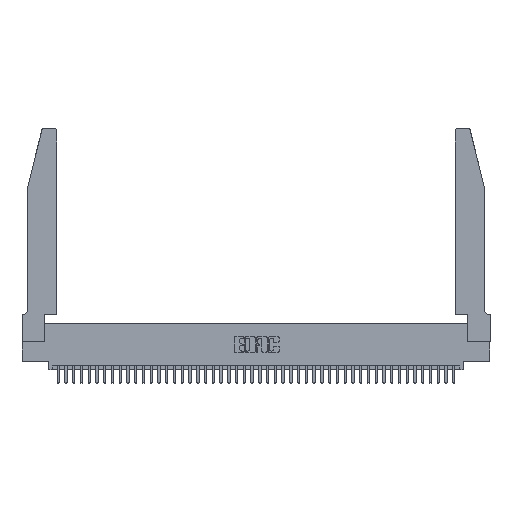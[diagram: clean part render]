
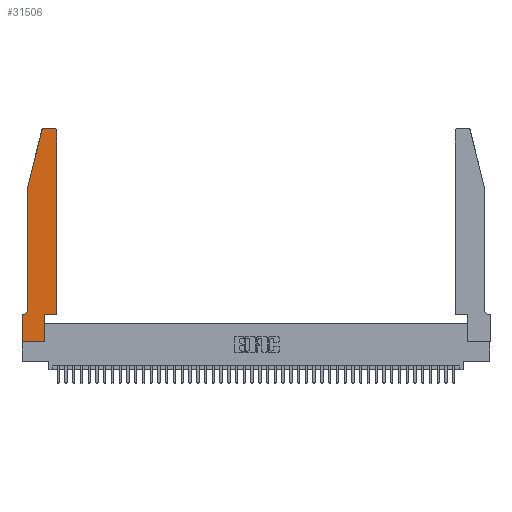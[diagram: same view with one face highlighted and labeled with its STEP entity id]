
A CAD part, top view. The second image highlights one B-rep face of the part: STEP entity #31506.
In plain terms, the highlighted planar face has unit normal (0, 0, 1).
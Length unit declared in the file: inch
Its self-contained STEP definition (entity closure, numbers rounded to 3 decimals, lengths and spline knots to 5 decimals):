
#39 = CIRCLE ( 'NONE', #11038, 0.07 ) ;
#109 = DIRECTION ( 'NONE',  ( 1., 0., 0. ) ) ;
#383 = ORIENTED_EDGE ( 'NONE', *, *, #1363, .T. ) ;
#563 = CARTESIAN_POINT ( 'NONE',  ( 0., 0., 0.37 ) ) ;
#940 = CARTESIAN_POINT ( 'NONE',  ( 0.2865, 0., 0.37 ) ) ;
#1069 = CIRCLE ( 'NONE', #34669, 0.03 ) ;
#1333 = VERTEX_POINT ( 'NONE', #3188 ) ;
#1363 = EDGE_CURVE ( 'NONE', #1503, #14224, #11917, .T. ) ;
#1503 = VERTEX_POINT ( 'NONE', #563 ) ;
#2159 = EDGE_CURVE ( 'NONE', #6091, #13740, #39, .T. ) ;
#2540 = DIRECTION ( 'NONE',  ( 1., 0., 0. ) ) ;
#2724 = ORIENTED_EDGE ( 'NONE', *, *, #2159, .T. ) ;
#3034 = LINE ( 'NONE', #4795, #34748 ) ;
#3188 = CARTESIAN_POINT ( 'NONE',  ( 0.4205, 2.75, 0.37 ) ) ;
#4005 = EDGE_CURVE ( 'NONE', #38599, #1503, #3034, .T. ) ;
#4158 = CARTESIAN_POINT ( 'NONE',  ( 0.4505, 2.72, 0.37 ) ) ;
#4795 = CARTESIAN_POINT ( 'NONE',  ( 0., 0., 0.37 ) ) ;
#4897 = ORIENTED_EDGE ( 'NONE', *, *, #43165, .T. ) ;
#5492 = EDGE_CURVE ( 'NONE', #39535, #13987, #35683, .T. ) ;
#5510 = ORIENTED_EDGE ( 'NONE', *, *, #25967, .T. ) ;
#6091 = VERTEX_POINT ( 'NONE', #24772 ) ;
#6128 = EDGE_CURVE ( 'NONE', #1333, #19037, #28602, .T. ) ;
#6155 = VECTOR ( 'NONE', #26256, 39.37008 ) ;
#6548 = CARTESIAN_POINT ( 'NONE',  ( 0.0055, 0.35, 0.37 ) ) ;
#6735 = ORIENTED_EDGE ( 'NONE', *, *, #16424, .T. ) ;
#6888 = CARTESIAN_POINT ( 'NONE',  ( 0.0755, 2., 0.37 ) ) ;
#9542 = PLANE ( 'NONE',  #30205 ) ;
#9710 = VECTOR ( 'NONE', #41986, 39.37008 ) ;
#9739 = LINE ( 'NONE', #30299, #30680 ) ;
#11038 = AXIS2_PLACEMENT_3D ( 'NONE', #17983, #28031, #11404 ) ;
#11404 = DIRECTION ( 'NONE',  ( -1., 0., 0. ) ) ;
#11917 = LINE ( 'NONE', #30432, #33933 ) ;
#12178 = CARTESIAN_POINT ( 'NONE',  ( 0.0755, 0.35, 0.37 ) ) ;
#13591 = VECTOR ( 'NONE', #33566, 39.37008 ) ;
#13740 = VERTEX_POINT ( 'NONE', #6548 ) ;
#13976 = VERTEX_POINT ( 'NONE', #19233 ) ;
#13987 = VERTEX_POINT ( 'NONE', #29449 ) ;
#14212 = VECTOR ( 'NONE', #39892, 39.37008 ) ;
#14224 = VERTEX_POINT ( 'NONE', #940 ) ;
#15728 = EDGE_LOOP ( 'NONE', ( #39347, #29552, #31356, #4897, #2724, #5510, #34566, #383, #41485, #20582, #6735, #30921 ) ) ;
#16002 = FACE_OUTER_BOUND ( 'NONE', #15728, .T. ) ;
#16071 = VERTEX_POINT ( 'NONE', #4158 ) ;
#16424 = EDGE_CURVE ( 'NONE', #13987, #16071, #17946, .T. ) ;
#16561 = DIRECTION ( 'NONE',  ( 1., 0., 0. ) ) ;
#17365 = CARTESIAN_POINT ( 'NONE',  ( 0.2865, 0.35, 0.37 ) ) ;
#17371 = VECTOR ( 'NONE', #37476, 39.37008 ) ;
#17946 = LINE ( 'NONE', #33326, #6155 ) ;
#17983 = CARTESIAN_POINT ( 'NONE',  ( 0.0055, 0.42, 0.37 ) ) ;
#18886 = EDGE_CURVE ( 'NONE', #14224, #39535, #40872, .T. ) ;
#19037 = VERTEX_POINT ( 'NONE', #19902 ) ;
#19160 = AXIS2_PLACEMENT_3D ( 'NONE', #36248, #33052, #39834 ) ;
#19233 = CARTESIAN_POINT ( 'NONE',  ( 0.25487, 2.72718, 0.37 ) ) ;
#19902 = CARTESIAN_POINT ( 'NONE',  ( 0.284, 2.75, 0.37 ) ) ;
#20582 = ORIENTED_EDGE ( 'NONE', *, *, #5492, .T. ) ;
#20924 = DIRECTION ( 'NONE',  ( 0., 0., 1. ) ) ;
#24772 = CARTESIAN_POINT ( 'NONE',  ( 0.0755, 0.42, 0.37 ) ) ;
#25097 = CARTESIAN_POINT ( 'NONE',  ( 0.2865, 0.35, 0.37 ) ) ;
#25949 = DIRECTION ( 'NONE',  ( -1., 0., 0. ) ) ;
#25967 = EDGE_CURVE ( 'NONE', #13740, #38599, #37441, .T. ) ;
#26256 = DIRECTION ( 'NONE',  ( 0., 1., 0. ) ) ;
#26771 = DIRECTION ( 'NONE',  ( 0., 0., 1. ) ) ;
#27345 = EDGE_CURVE ( 'NONE', #19037, #13976, #37946, .T. ) ;
#27897 = CARTESIAN_POINT ( 'NONE',  ( 0., 0.35, 0.37 ) ) ;
#28031 = DIRECTION ( 'NONE',  ( 0., 0., -1. ) ) ;
#28602 = LINE ( 'NONE', #42236, #13591 ) ;
#29449 = CARTESIAN_POINT ( 'NONE',  ( 0.4505, 0.35, 0.37 ) ) ;
#29552 = ORIENTED_EDGE ( 'NONE', *, *, #27345, .T. ) ;
#30205 = AXIS2_PLACEMENT_3D ( 'NONE', #44092, #26771, #16561 ) ;
#30299 = CARTESIAN_POINT ( 'NONE',  ( 0.0755, 2., 0.37 ) ) ;
#30432 = CARTESIAN_POINT ( 'NONE',  ( 0., 0., 0.37 ) ) ;
#30602 = DIRECTION ( 'NONE',  ( 0., -1., 0. ) ) ;
#30680 = VECTOR ( 'NONE', #30602, 39.37008 ) ;
#30854 = VERTEX_POINT ( 'NONE', #6888 ) ;
#30921 = ORIENTED_EDGE ( 'NONE', *, *, #34622, .T. ) ;
#31356 = ORIENTED_EDGE ( 'NONE', *, *, #33005, .T. ) ;
#31506 = ADVANCED_FACE ( 'NONE', ( #16002 ), #9542, .T. ) ;
#32955 = CARTESIAN_POINT ( 'NONE',  ( 0.0755, 2., 0.37 ) ) ;
#33005 = EDGE_CURVE ( 'NONE', #13976, #30854, #42238, .T. ) ;
#33052 = DIRECTION ( 'NONE',  ( 0., 0., 1. ) ) ;
#33326 = CARTESIAN_POINT ( 'NONE',  ( 0.4505, 0.35, 0.37 ) ) ;
#33566 = DIRECTION ( 'NONE',  ( -1., 0., 0. ) ) ;
#33933 = VECTOR ( 'NONE', #2540, 39.37008 ) ;
#34566 = ORIENTED_EDGE ( 'NONE', *, *, #4005, .T. ) ;
#34622 = EDGE_CURVE ( 'NONE', #16071, #1333, #1069, .T. ) ;
#34669 = AXIS2_PLACEMENT_3D ( 'NONE', #41560, #20924, #109 ) ;
#34732 = VECTOR ( 'NONE', #25949, 39.37008 ) ;
#34748 = VECTOR ( 'NONE', #34996, 39.37008 ) ;
#34996 = DIRECTION ( 'NONE',  ( 0., -1., 0. ) ) ;
#35683 = LINE ( 'NONE', #40165, #17371 ) ;
#36248 = CARTESIAN_POINT ( 'NONE',  ( 0.284, 2.72, 0.37 ) ) ;
#37441 = LINE ( 'NONE', #12178, #34732 ) ;
#37476 = DIRECTION ( 'NONE',  ( 1., 0., 0. ) ) ;
#37946 = CIRCLE ( 'NONE', #19160, 0.03 ) ;
#38599 = VERTEX_POINT ( 'NONE', #27897 ) ;
#39347 = ORIENTED_EDGE ( 'NONE', *, *, #6128, .T. ) ;
#39535 = VERTEX_POINT ( 'NONE', #17365 ) ;
#39834 = DIRECTION ( 'NONE',  ( 1., 0., 0. ) ) ;
#39892 = DIRECTION ( 'NONE',  ( -0.239, -0.971, 0. ) ) ;
#40165 = CARTESIAN_POINT ( 'NONE',  ( 0.4505, 0.35, 0.37 ) ) ;
#40872 = LINE ( 'NONE', #25097, #9710 ) ;
#41485 = ORIENTED_EDGE ( 'NONE', *, *, #18886, .T. ) ;
#41560 = CARTESIAN_POINT ( 'NONE',  ( 0.4205, 2.72, 0.37 ) ) ;
#41986 = DIRECTION ( 'NONE',  ( 0., 1., 0. ) ) ;
#42236 = CARTESIAN_POINT ( 'NONE',  ( 0.2605, 2.75, 0.37 ) ) ;
#42238 = LINE ( 'NONE', #32955, #14212 ) ;
#43165 = EDGE_CURVE ( 'NONE', #30854, #6091, #9739, .T. ) ;
#44092 = CARTESIAN_POINT ( 'NONE',  ( 0., 0.35, 0.37 ) ) ;
